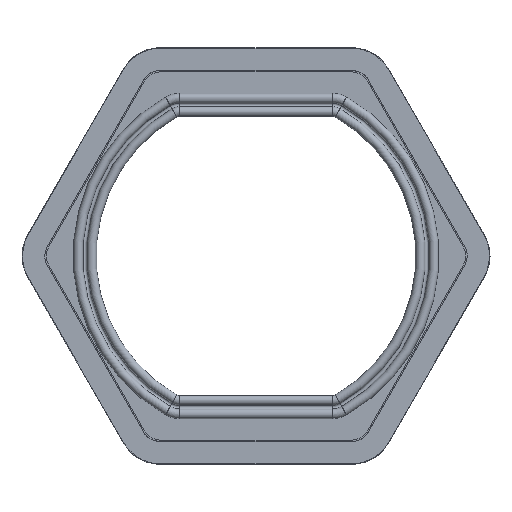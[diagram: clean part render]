
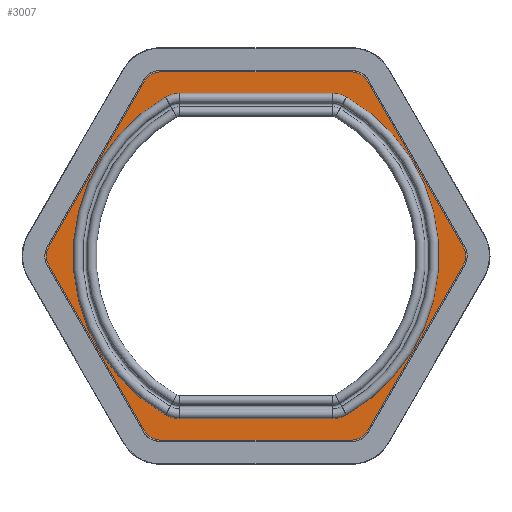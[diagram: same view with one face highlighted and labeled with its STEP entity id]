
A CAD part, front view. The second image highlights one B-rep face of the part: STEP entity #3007.
In plain terms, the highlighted planar face has unit normal (0, -1, 0).
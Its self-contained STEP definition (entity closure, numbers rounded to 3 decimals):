
#71=CARTESIAN_POINT('',(8.004,0.,14.05));
#72=DIRECTION('',(0.,-1.,0.));
#73=DIRECTION('',(0.495,0.,0.869));
#74=AXIS2_PLACEMENT_3D('',#71,#72,#73);
#86=CARTESIAN_POINT('',(-9.954,0.,-17.24));
#87=DIRECTION('',(0.,-1.,0.));
#88=DIRECTION('',(-0.866,0.,-0.5));
#89=AXIS2_PLACEMENT_3D('',#86,#87,#88);
#91=DIRECTION('',(-0.5,0.,0.866));
#92=VECTOR('',#91,19.907);
#93=CARTESIAN_POINT('',(-11.642,0.,-18.215));
#94=LINE('',#93,#92);
#95=CARTESIAN_POINT('',(-19.907,0.,0.));
#96=DIRECTION('',(0.,-1.,0.));
#97=DIRECTION('',(-0.866,0.,0.5));
#98=AXIS2_PLACEMENT_3D('',#95,#96,#97);
#100=DIRECTION('',(0.5,0.,0.866));
#101=VECTOR('',#100,19.907);
#102=CARTESIAN_POINT('',(-21.596,0.,0.975));
#103=LINE('',#102,#101);
#104=CARTESIAN_POINT('',(-9.954,0.,17.24));
#105=DIRECTION('',(0.,-1.,0.));
#106=DIRECTION('',(0.,0.,1.));
#107=AXIS2_PLACEMENT_3D('',#104,#105,#106);
#109=DIRECTION('',(1.,0.,0.));
#110=VECTOR('',#109,19.907);
#111=CARTESIAN_POINT('',(-9.954,0.,19.19));
#112=LINE('',#111,#110);
#113=CARTESIAN_POINT('',(9.954,0.,17.24));
#114=DIRECTION('',(0.,-1.,0.));
#115=DIRECTION('',(0.866,0.,0.5));
#116=AXIS2_PLACEMENT_3D('',#113,#114,#115);
#118=DIRECTION('',(0.5,0.,-0.866));
#119=VECTOR('',#118,19.907);
#120=CARTESIAN_POINT('',(11.642,0.,18.215));
#121=LINE('',#120,#119);
#122=CARTESIAN_POINT('',(19.907,0.,0.));
#123=DIRECTION('',(0.,-1.,0.));
#124=DIRECTION('',(0.866,0.,-0.5));
#125=AXIS2_PLACEMENT_3D('',#122,#123,#124);
#127=DIRECTION('',(-0.5,0.,-0.866));
#128=VECTOR('',#127,19.907);
#129=CARTESIAN_POINT('',(21.596,0.,-0.975));
#130=LINE('',#129,#128);
#131=CARTESIAN_POINT('',(9.954,0.,-17.24));
#132=DIRECTION('',(0.,-1.,0.));
#133=DIRECTION('',(0.,0.,-1.));
#134=AXIS2_PLACEMENT_3D('',#131,#132,#133);
#136=DIRECTION('',(-1.,0.,0.));
#137=VECTOR('',#136,19.907);
#138=CARTESIAN_POINT('',(9.954,0.,-19.19));
#139=LINE('',#138,#137);
#144=DIRECTION('',(1.,0.,0.));
#145=VECTOR('',#144,16.008);
#146=CARTESIAN_POINT('',(-8.004,0.,-16.949));
#147=LINE('',#146,#145);
#148=CARTESIAN_POINT('',(8.004,0.,-14.05));
#149=DIRECTION('',(0.,-1.,0.));
#150=DIRECTION('',(0.,0.,-1.));
#151=AXIS2_PLACEMENT_3D('',#148,#149,#150);
#163=CARTESIAN_POINT('',(0.,0.,0.));
#164=DIRECTION('',(0.,-1.,0.));
#165=DIRECTION('',(0.495,0.,-0.869));
#166=AXIS2_PLACEMENT_3D('',#163,#164,#165);
#178=CARTESIAN_POINT('',(-8.004,0.,-14.05));
#179=DIRECTION('',(0.,-1.,0.));
#180=DIRECTION('',(-0.495,0.,-0.869));
#181=AXIS2_PLACEMENT_3D('',#178,#179,#180);
#198=CARTESIAN_POINT('',(0.,0.,0.));
#199=DIRECTION('',(0.,-1.,0.));
#200=DIRECTION('',(-0.495,0.,0.869));
#201=AXIS2_PLACEMENT_3D('',#198,#199,#200);
#213=CARTESIAN_POINT('',(-8.004,0.,14.05));
#214=DIRECTION('',(0.,-1.,0.));
#215=DIRECTION('',(0.,0.,1.));
#216=AXIS2_PLACEMENT_3D('',#213,#214,#215);
#232=DIRECTION('',(-1.,0.,0.));
#233=VECTOR('',#232,16.008);
#234=CARTESIAN_POINT('',(8.004,0.,16.949));
#235=LINE('',#234,#233);
#2679=CARTESIAN_POINT('',(-8.004,0.,-16.949));
#2680=CARTESIAN_POINT('',(8.004,0.,-16.949));
#2681=VERTEX_POINT('',#2679);
#2682=VERTEX_POINT('',#2680);
#2683=CARTESIAN_POINT('',(9.439,0.,-16.569));
#2684=VERTEX_POINT('',#2683);
#2687=CARTESIAN_POINT('',(9.439,0.,16.569));
#2688=VERTEX_POINT('',#2687);
#2691=CARTESIAN_POINT('',(8.004,0.,16.949));
#2692=VERTEX_POINT('',#2691);
#2697=CARTESIAN_POINT('',(-8.004,0.,16.949));
#2698=VERTEX_POINT('',#2697);
#2699=CARTESIAN_POINT('',(-9.439,0.,16.569));
#2700=VERTEX_POINT('',#2699);
#2703=CARTESIAN_POINT('',(-9.439,0.,-16.569));
#2704=VERTEX_POINT('',#2703);
#2707=CARTESIAN_POINT('',(-11.642,0.,-18.215));
#2708=CARTESIAN_POINT('',(-9.954,0.,-19.19));
#2709=VERTEX_POINT('',#2707);
#2710=VERTEX_POINT('',#2708);
#2711=CARTESIAN_POINT('',(-21.596,0.,0.975));
#2712=CARTESIAN_POINT('',(-21.596,0.,-0.975));
#2713=VERTEX_POINT('',#2711);
#2714=VERTEX_POINT('',#2712);
#2715=CARTESIAN_POINT('',(-9.954,0.,19.19));
#2716=CARTESIAN_POINT('',(-11.642,0.,18.215));
#2717=VERTEX_POINT('',#2715);
#2718=VERTEX_POINT('',#2716);
#2719=CARTESIAN_POINT('',(11.642,0.,18.215));
#2720=CARTESIAN_POINT('',(9.954,0.,19.19));
#2721=VERTEX_POINT('',#2719);
#2722=VERTEX_POINT('',#2720);
#2723=CARTESIAN_POINT('',(21.596,0.,-0.975));
#2724=CARTESIAN_POINT('',(21.596,0.,0.975));
#2725=VERTEX_POINT('',#2723);
#2726=VERTEX_POINT('',#2724);
#2727=CARTESIAN_POINT('',(9.954,0.,-19.19));
#2728=CARTESIAN_POINT('',(11.642,0.,-18.215));
#2729=VERTEX_POINT('',#2727);
#2730=VERTEX_POINT('',#2728);
#2959=CARTESIAN_POINT('',(0.,0.,0.));
#2960=DIRECTION('',(0.,1.,0.));
#2961=DIRECTION('',(1.,0.,0.));
#2962=AXIS2_PLACEMENT_3D('',#2959,#2960,#2961);
#2963=PLANE('',#2962);
#2965=ORIENTED_EDGE('',*,*,#2964,.F.);
#2967=ORIENTED_EDGE('',*,*,#2966,.T.);
#2969=ORIENTED_EDGE('',*,*,#2968,.F.);
#2971=ORIENTED_EDGE('',*,*,#2970,.T.);
#2973=ORIENTED_EDGE('',*,*,#2972,.F.);
#2975=ORIENTED_EDGE('',*,*,#2974,.T.);
#2977=ORIENTED_EDGE('',*,*,#2976,.F.);
#2979=ORIENTED_EDGE('',*,*,#2978,.T.);
#2981=ORIENTED_EDGE('',*,*,#2980,.F.);
#2983=ORIENTED_EDGE('',*,*,#2982,.T.);
#2985=ORIENTED_EDGE('',*,*,#2984,.F.);
#2987=ORIENTED_EDGE('',*,*,#2986,.T.);
#2988=EDGE_LOOP('',(#2965,#2967,#2969,#2971,#2973,#2975,#2977,#2979,#2981,#2983,
#2985,#2987));
#2989=FACE_OUTER_BOUND('',#2988,.F.);
#2991=ORIENTED_EDGE('',*,*,#2990,.T.);
#2993=ORIENTED_EDGE('',*,*,#2992,.T.);
#2995=ORIENTED_EDGE('',*,*,#2994,.T.);
#2996=ORIENTED_EDGE('',*,*,#2949,.T.);
#2998=ORIENTED_EDGE('',*,*,#2997,.T.);
#3000=ORIENTED_EDGE('',*,*,#2999,.T.);
#3002=ORIENTED_EDGE('',*,*,#3001,.T.);
#3004=ORIENTED_EDGE('',*,*,#3003,.T.);
#3005=EDGE_LOOP('',(#2991,#2993,#2995,#2996,#2998,#3000,#3002,#3004));
#3006=FACE_BOUND('',#3005,.F.);
#3007=ADVANCED_FACE('',(#2989,#3006),#2963,.F.);
#75=CIRCLE('',#74,2.899);
#90=CIRCLE('',#89,1.95);
#99=CIRCLE('',#98,1.95);
#108=CIRCLE('',#107,1.95);
#117=CIRCLE('',#116,1.95);
#126=CIRCLE('',#125,1.95);
#135=CIRCLE('',#134,1.95);
#152=CIRCLE('',#151,2.899);
#167=CIRCLE('',#166,19.069);
#182=CIRCLE('',#181,2.899);
#202=CIRCLE('',#201,19.069);
#217=CIRCLE('',#216,2.899);
#2949=EDGE_CURVE('',#2688,#2692,#75,.T.);
#2964=EDGE_CURVE('',#2709,#2710,#90,.T.);
#2966=EDGE_CURVE('',#2709,#2714,#94,.T.);
#2968=EDGE_CURVE('',#2713,#2714,#99,.T.);
#2970=EDGE_CURVE('',#2713,#2718,#103,.T.);
#2972=EDGE_CURVE('',#2717,#2718,#108,.T.);
#2974=EDGE_CURVE('',#2717,#2722,#112,.T.);
#2976=EDGE_CURVE('',#2721,#2722,#117,.T.);
#2978=EDGE_CURVE('',#2721,#2726,#121,.T.);
#2980=EDGE_CURVE('',#2725,#2726,#126,.T.);
#2982=EDGE_CURVE('',#2725,#2730,#130,.T.);
#2984=EDGE_CURVE('',#2729,#2730,#135,.T.);
#2986=EDGE_CURVE('',#2729,#2710,#139,.T.);
#2990=EDGE_CURVE('',#2681,#2682,#147,.T.);
#2992=EDGE_CURVE('',#2682,#2684,#152,.T.);
#2994=EDGE_CURVE('',#2684,#2688,#167,.T.);
#2997=EDGE_CURVE('',#2692,#2698,#235,.T.);
#2999=EDGE_CURVE('',#2698,#2700,#217,.T.);
#3001=EDGE_CURVE('',#2700,#2704,#202,.T.);
#3003=EDGE_CURVE('',#2704,#2681,#182,.T.);
